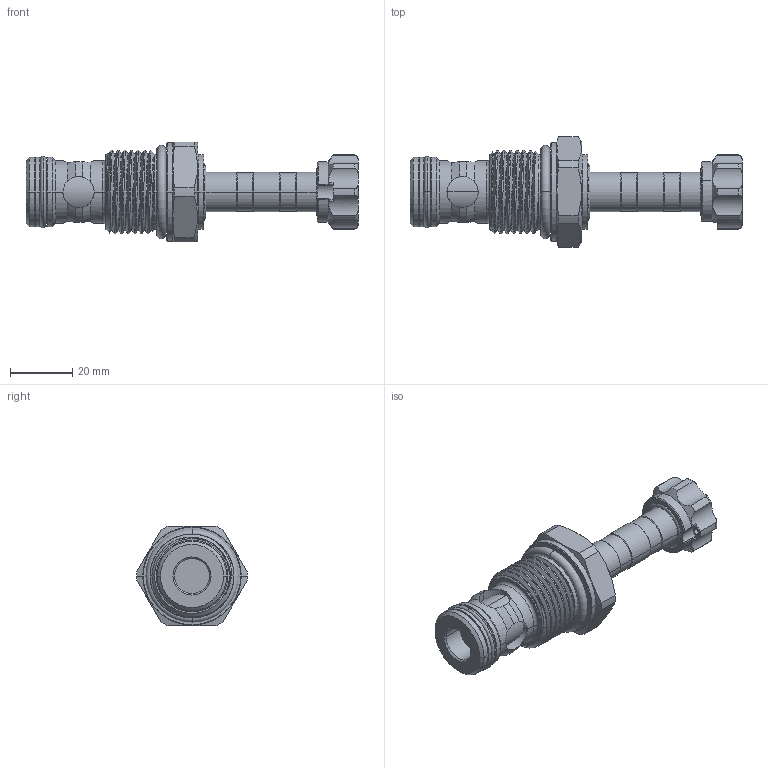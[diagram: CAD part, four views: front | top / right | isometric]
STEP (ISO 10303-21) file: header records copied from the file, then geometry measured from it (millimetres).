
FILE_DESCRIPTION (( 'STEP AP203' ), '1' );
FILE_NAME ('EP12W2A01N05.STEP', '2016-08-23T07:16:30', ( '' ), ( '' ), 'SwSTEP 2.0', 'SolidWorks 2012', '' );
FILE_SCHEMA (( 'CONFIG_CONTROL_DESIGN' ));
Length unit declared in the file: millimetre
Products named in the file (1): EP12W2A01N05
Bounding box: 106.45 x 35.5 x 32 mm (x, y, z)
Volume: 36340.4 mm3; surface area: 12818.3 mm2
Topology: 5 solids, 5 shells, 222 faces, 540 edges, 334 vertices
Faces by surface type: cylinder 109, cone 46, torus 38, plane 24, bspline 5
Entity records: 9312 total; most frequent: CARTESIAN_POINT 4144, DIRECTION 1084, ORIENTED_EDGE 1080, EDGE_CURVE 540, AXIS2_PLACEMENT_3D 470, VERTEX_POINT 334, CIRCLE 252, EDGE_LOOP 238
